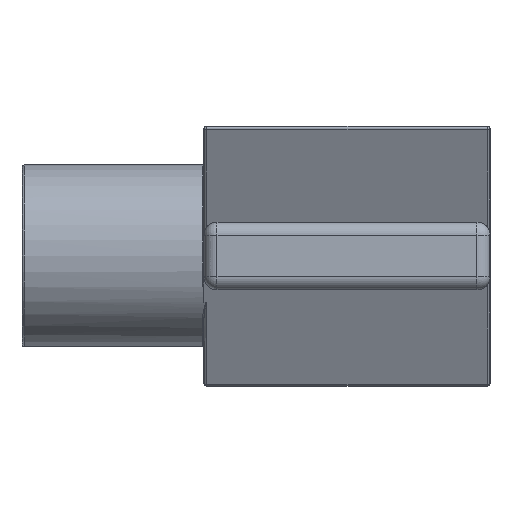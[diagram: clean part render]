
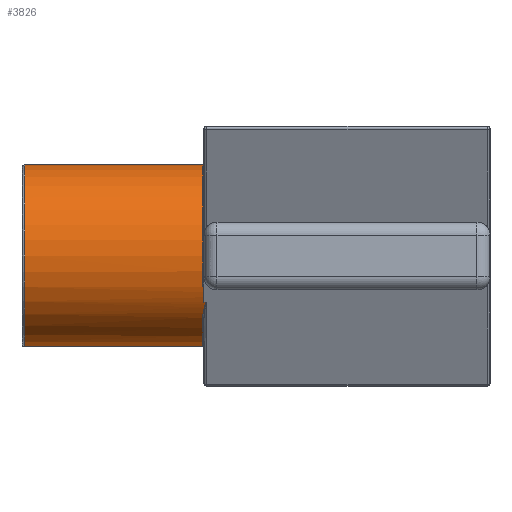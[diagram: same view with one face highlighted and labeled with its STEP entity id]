
A CAD part, left-side view. The second image highlights one B-rep face of the part: STEP entity #3826.
In plain terms, the highlighted cylindrical face has radius 3.5 mm (diameter 7 mm), a partial arc.
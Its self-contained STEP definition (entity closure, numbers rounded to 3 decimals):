
#31 = CARTESIAN_POINT ( 'NONE',  ( -58.843, 10.947, -14.39 ) ) ;
#68 = LINE ( 'NONE', #98, #1062 ) ;
#98 = CARTESIAN_POINT ( 'NONE',  ( -55.865, 18., -16.05 ) ) ;
#280 = EDGE_CURVE ( 'NONE', #5985, #1073, #68, .T. ) ;
#424 = DIRECTION ( 'NONE',  ( 0., 0., -1. ) ) ;
#425 = VERTEX_POINT ( 'NONE', #2957 ) ;
#478 = AXIS2_PLACEMENT_3D ( 'NONE', #4719, #3844, #632 ) ;
#497 = CARTESIAN_POINT ( 'NONE',  ( -58.874, 10.922, -14.338 ) ) ;
#512 = ORIENTED_EDGE ( 'NONE', *, *, #2453, .T. ) ;
#632 = DIRECTION ( 'NONE',  ( 0., 0., 1. ) ) ;
#673 = LINE ( 'NONE', #2912, #1308 ) ;
#895 = CARTESIAN_POINT ( 'NONE',  ( -58.851, 10.942, -14.377 ) ) ;
#904 = ORIENTED_EDGE ( 'NONE', *, *, #1774, .T. ) ;
#1004 = CARTESIAN_POINT ( 'NONE',  ( -55.865, 11.05, -16.05 ) ) ;
#1062 = VECTOR ( 'NONE', #3715, 1000. ) ;
#1073 = VERTEX_POINT ( 'NONE', #1004 ) ;
#1083 = CARTESIAN_POINT ( 'NONE',  ( -58.878, 11., -14.331 ) ) ;
#1121 = ORIENTED_EDGE ( 'NONE', *, *, #6039, .T. ) ;
#1245 = VECTOR ( 'NONE', #5455, 1000. ) ;
#1308 = VECTOR ( 'NONE', #5833, 1000. ) ;
#1441 = VECTOR ( 'NONE', #2980, 1000. ) ;
#1548 = LINE ( 'NONE', #1580, #1441 ) ;
#1580 = CARTESIAN_POINT ( 'NONE',  ( -58.878, 11., -14.331 ) ) ;
#1743 = DIRECTION ( 'NONE',  ( 0., 1., 0. ) ) ;
#1774 = EDGE_CURVE ( 'NONE', #3508, #5831, #3032, .T. ) ;
#1820 = CARTESIAN_POINT ( 'NONE',  ( -58.715, 11.005, -14.583 ) ) ;
#1868 = CARTESIAN_POINT ( 'NONE',  ( -59.16, 11., -13.733 ) ) ;
#1875 = VERTEX_POINT ( 'NONE', #4832 ) ;
#1879 = CARTESIAN_POINT ( 'NONE',  ( -58.819, 10.962, -14.429 ) ) ;
#1894 = VERTEX_POINT ( 'NONE', #2463 ) ;
#1910 = CARTESIAN_POINT ( 'NONE',  ( -58.802, 10.97, -14.455 ) ) ;
#1911 = ORIENTED_EDGE ( 'NONE', *, *, #2631, .T. ) ;
#1926 = AXIS2_PLACEMENT_3D ( 'NONE', #4069, #1743, #4965 ) ;
#1932 = CARTESIAN_POINT ( 'NONE',  ( -55.865, 18., -12.55 ) ) ;
#1955 = EDGE_CURVE ( 'NONE', #1985, #5831, #1548, .T. ) ;
#1985 = VERTEX_POINT ( 'NONE', #1083 ) ;
#2080 = LINE ( 'NONE', #2657, #1245 ) ;
#2379 = EDGE_LOOP ( 'NONE', ( #5772, #1911, #3251, #512, #904, #5813, #1121, #4224, #3698 ) ) ;
#2453 = EDGE_CURVE ( 'NONE', #1073, #3508, #3613, .T. ) ;
#2463 = CARTESIAN_POINT ( 'NONE',  ( -59.16, 11.05, -13.733 ) ) ;
#2558 = DIRECTION ( 'NONE',  ( 0., 1., 0. ) ) ;
#2631 = EDGE_CURVE ( 'NONE', #425, #5985, #4993, .T. ) ;
#2657 = CARTESIAN_POINT ( 'NONE',  ( -59.16, 11., -13.733 ) ) ;
#2789 = DIRECTION ( 'NONE',  ( 0., -1., 0. ) ) ;
#2856 = CARTESIAN_POINT ( 'NONE',  ( -58.436, 11.05, -14.926 ) ) ;
#2912 = CARTESIAN_POINT ( 'NONE',  ( -55.865, 18., -9.05 ) ) ;
#2957 = CARTESIAN_POINT ( 'NONE',  ( -55.865, 17.9, -9.05 ) ) ;
#2980 = DIRECTION ( 'NONE',  ( 0., -1., 0. ) ) ;
#3032 = B_SPLINE_CURVE_WITH_KNOTS ( 'NONE', 3,
 ( #2856, #5163, #3288, #1820, #6046, #1910, #1879, #31, #895, #5100, #497, #5651 ),
 .UNSPECIFIED., .F., .F.,
 ( 4, 2, 2, 2, 2, 4 ),
 ( 0., 0., 0.001, 0.001, 0.001, 0.001 ),
 .UNSPECIFIED. ) ;
#3041 = DIRECTION ( 'NONE',  ( 0., 0., 1. ) ) ;
#3182 = CIRCLE ( 'NONE', #3765, 3.5 ) ;
#3251 = ORIENTED_EDGE ( 'NONE', *, *, #280, .T. ) ;
#3288 = CARTESIAN_POINT ( 'NONE',  ( -58.603, 11.036, -14.734 ) ) ;
#3406 = CARTESIAN_POINT ( 'NONE',  ( -58.436, 11.05, -14.926 ) ) ;
#3441 = CARTESIAN_POINT ( 'NONE',  ( -55.865, 11.05, -12.55 ) ) ;
#3508 = VERTEX_POINT ( 'NONE', #3406 ) ;
#3613 = CIRCLE ( 'NONE', #4903, 3.5 ) ;
#3632 = DIRECTION ( 'NONE',  ( 0., 0., 1. ) ) ;
#3672 = FACE_OUTER_BOUND ( 'NONE', #2379, .T. ) ;
#3698 = ORIENTED_EDGE ( 'NONE', *, *, #4838, .T. ) ;
#3715 = DIRECTION ( 'NONE',  ( 0., -1., 0. ) ) ;
#3765 = AXIS2_PLACEMENT_3D ( 'NONE', #3441, #2558, #3041 ) ;
#3826 = ADVANCED_FACE ( 'NONE', ( #3672 ), #4631, .T. ) ;
#3844 = DIRECTION ( 'NONE',  ( 0., -1., 0. ) ) ;
#3943 = EDGE_CURVE ( 'NONE', #425, #1875, #673, .T. ) ;
#4069 = CARTESIAN_POINT ( 'NONE',  ( -55.865, 11., -12.55 ) ) ;
#4224 = ORIENTED_EDGE ( 'NONE', *, *, #6005, .T. ) ;
#4414 = CARTESIAN_POINT ( 'NONE',  ( -55.865, 17.9, -16.05 ) ) ;
#4620 = DIRECTION ( 'NONE',  ( 0., 1., 0. ) ) ;
#4631 = CYLINDRICAL_SURFACE ( 'NONE', #5810, 3.5 ) ;
#4719 = CARTESIAN_POINT ( 'NONE',  ( -55.865, 17.9, -12.55 ) ) ;
#4832 = CARTESIAN_POINT ( 'NONE',  ( -55.865, 11.05, -9.05 ) ) ;
#4838 = EDGE_CURVE ( 'NONE', #1894, #1875, #3182, .T. ) ;
#4903 = AXIS2_PLACEMENT_3D ( 'NONE', #5109, #4620, #3632 ) ;
#4965 = DIRECTION ( 'NONE',  ( 0., 0., 1. ) ) ;
#4993 = CIRCLE ( 'NONE', #478, 3.5 ) ;
#5100 = CARTESIAN_POINT ( 'NONE',  ( -58.866, 10.929, -14.352 ) ) ;
#5109 = CARTESIAN_POINT ( 'NONE',  ( -55.865, 11.05, -12.55 ) ) ;
#5163 = CARTESIAN_POINT ( 'NONE',  ( -58.522, 11.05, -14.832 ) ) ;
#5373 = VERTEX_POINT ( 'NONE', #1868 ) ;
#5455 = DIRECTION ( 'NONE',  ( 0., 1., 0. ) ) ;
#5651 = CARTESIAN_POINT ( 'NONE',  ( -58.878, 10.908, -14.331 ) ) ;
#5772 = ORIENTED_EDGE ( 'NONE', *, *, #3943, .F. ) ;
#5810 = AXIS2_PLACEMENT_3D ( 'NONE', #1932, #2789, #424 ) ;
#5813 = ORIENTED_EDGE ( 'NONE', *, *, #1955, .F. ) ;
#5831 = VERTEX_POINT ( 'NONE', #6059 ) ;
#5833 = DIRECTION ( 'NONE',  ( 0., -1., 0. ) ) ;
#5851 = CIRCLE ( 'NONE', #1926, 3.5 ) ;
#5985 = VERTEX_POINT ( 'NONE', #4414 ) ;
#6005 = EDGE_CURVE ( 'NONE', #5373, #1894, #2080, .T. ) ;
#6039 = EDGE_CURVE ( 'NONE', #1985, #5373, #5851, .T. ) ;
#6046 = CARTESIAN_POINT ( 'NONE',  ( -58.751, 10.992, -14.532 ) ) ;
#6059 = CARTESIAN_POINT ( 'NONE',  ( -58.878, 10.908, -14.331 ) ) ;
